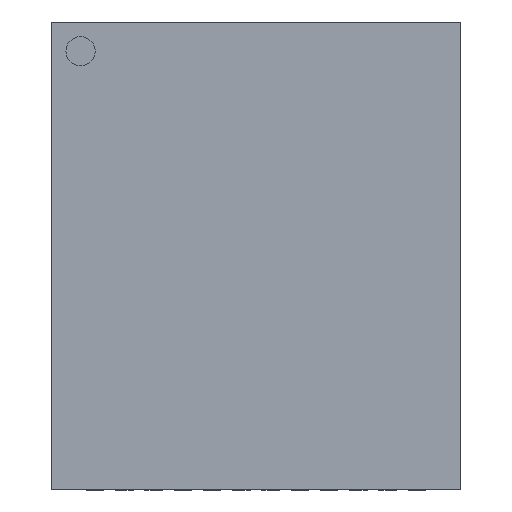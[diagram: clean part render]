
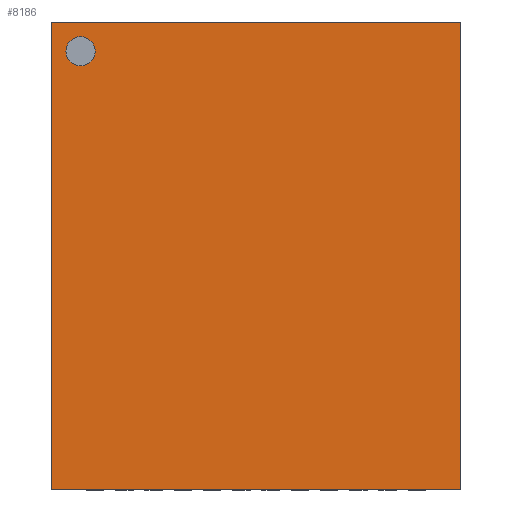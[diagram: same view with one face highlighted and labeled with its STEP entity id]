
A CAD part, top view. The second image highlights one B-rep face of the part: STEP entity #8186.
In plain terms, the highlighted planar face has unit normal (0, 0, 1).
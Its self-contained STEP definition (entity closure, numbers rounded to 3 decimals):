
#115=FACE_BOUND('',#1109,.T.);
#216=CIRCLE('',#8821,0.25);
#619=FACE_OUTER_BOUND('',#1108,.T.);
#1108=EDGE_LOOP('',(#6443,#6444,#6445,#6446));
#1109=EDGE_LOOP('',(#6447));
#1824=LINE('',#12632,#2788);
#1829=LINE('',#12641,#2793);
#1882=LINE('',#12731,#2846);
#1883=LINE('',#12733,#2847);
#2788=VECTOR('',#10195,1.);
#2793=VECTOR('',#10202,1.);
#2846=VECTOR('',#10293,1.);
#2847=VECTOR('',#10296,1.);
#3693=VERTEX_POINT('',#12629);
#3694=VERTEX_POINT('',#12631);
#3697=VERTEX_POINT('',#12639);
#3715=VERTEX_POINT('',#12729);
#3716=VERTEX_POINT('',#12735);
#4622=EDGE_CURVE('',#3694,#3693,#1824,.T.);
#4627=EDGE_CURVE('',#3693,#3697,#1829,.T.);
#4688=EDGE_CURVE('',#3697,#3715,#1882,.T.);
#4689=EDGE_CURVE('',#3715,#3694,#1883,.T.);
#4690=EDGE_CURVE('',#3716,#3716,#216,.T.);
#6443=ORIENTED_EDGE('',*,*,#4688,.T.);
#6444=ORIENTED_EDGE('',*,*,#4689,.T.);
#6445=ORIENTED_EDGE('',*,*,#4622,.T.);
#6446=ORIENTED_EDGE('',*,*,#4627,.T.);
#6447=ORIENTED_EDGE('',*,*,#4690,.T.);
#7749=PLANE('',#8824);
#8186=ADVANCED_FACE('',(#619,#115),#7749,.T.);
#8821=AXIS2_PLACEMENT_3D('',#12736,#10299,#10300);
#8824=AXIS2_PLACEMENT_3D('',#12740,#10305,#10306);
#10195=DIRECTION('',(0.,1.,0.));
#10202=DIRECTION('',(-1.,0.,0.));
#10293=DIRECTION('',(0.,-1.,0.));
#10296=DIRECTION('',(1.,0.,0.));
#10299=DIRECTION('center_axis',(0.,0.,-1.));
#10300=DIRECTION('ref_axis',(-1.,0.,0.));
#10305=DIRECTION('center_axis',(0.,0.,1.));
#10306=DIRECTION('ref_axis',(1.,0.,0.));
#12629=CARTESIAN_POINT('',(3.5,4.,0.8));
#12631=CARTESIAN_POINT('',(3.5,-4.,0.8));
#12632=CARTESIAN_POINT('',(3.5,4.,0.8));
#12639=CARTESIAN_POINT('',(-3.5,4.,0.8));
#12641=CARTESIAN_POINT('',(-3.5,4.,0.8));
#12729=CARTESIAN_POINT('',(-3.5,-4.,0.8));
#12731=CARTESIAN_POINT('',(-3.5,-4.,0.8));
#12733=CARTESIAN_POINT('',(3.5,-4.,0.8));
#12735=CARTESIAN_POINT('',(-2.75,3.5,0.8));
#12736=CARTESIAN_POINT('Origin',(-3.,3.5,0.8));
#12740=CARTESIAN_POINT('Origin',(0.,0.,
0.8));
